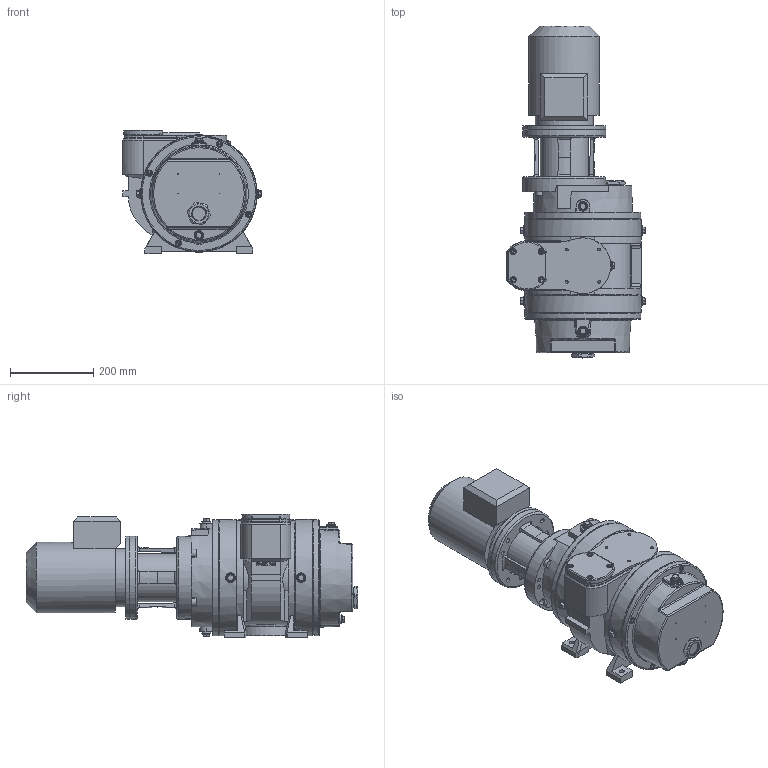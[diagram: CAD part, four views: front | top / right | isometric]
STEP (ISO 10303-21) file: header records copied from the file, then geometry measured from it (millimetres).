
FILE_DESCRIPTION((''),'2;1');
FILE_NAME('PP920704.stp','2011-11-24T16:04:15',('SCHNEIDER-K'),(''),'Autodesk Inventor 2009','Autodesk Inventor 2009','');
FILE_SCHEMA(('AUTOMOTIVE_DESIGN { 1 0 10303 214 1 1 1 1 }'));
Length unit declared in the file: millimetre
Products named in the file (1): PP920704_SW
Bounding box: 332.8 x 798.71 x 298 mm (x, y, z)
Volume: 30849539.9 mm3; surface area: 1099471.3 mm2
Topology: 44 solids, 44 shells, 1224 faces, 2847 edges, 1817 vertices
Faces by surface type: plane 591, bspline 325, cylinder 161, cone 104, torus 39, sphere 4
Full cylindrical faces by diameter (mm): 6.647 x6, 8 x14, 12 x4, 13 x12, 16.662 x10, 17 x10, 22 x10, 23 x6, 32 x4, 33 x2, 40.9 x2, 47 x2, 115 x2, 126 x1, 130 x3, 134 x1, 140 x1, 170 x1, 200 x3, 227.6 x4, 238.6 x4, 279 x2, 280 x2
Entity records: 39192 total; most frequent: CARTESIAN_POINT 13959, ORIENTED_EDGE 4638, DIRECTION 4415, EDGE_CURVE 2319, EDGE_LOOP 1761, AXIS2_PLACEMENT_3D 1721, VERTEX_POINT 1644, STYLED_ITEM 1234
